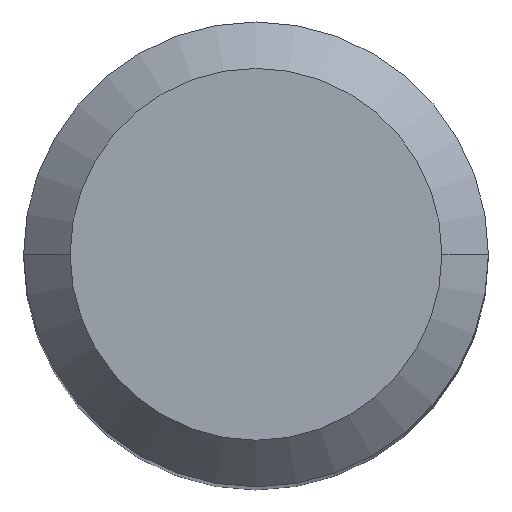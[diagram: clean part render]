
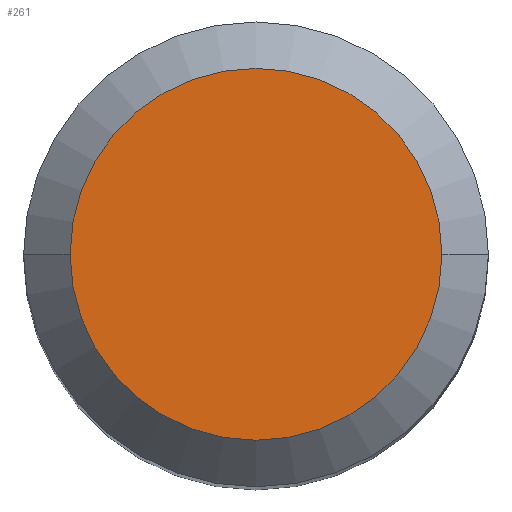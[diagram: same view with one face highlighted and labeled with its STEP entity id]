
A CAD part, top view. The second image highlights one B-rep face of the part: STEP entity #261.
In plain terms, the highlighted planar face has unit normal (0, 0, 1).
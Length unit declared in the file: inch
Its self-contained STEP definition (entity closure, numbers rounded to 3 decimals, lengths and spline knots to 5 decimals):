
#16 = VERTEX_POINT ( 'NONE', #193 ) ;
#27 = DIRECTION ( 'NONE',  ( -1., 0., 0. ) ) ;
#54 = FACE_OUTER_BOUND ( 'NONE', #236, .T. ) ;
#74 = DIRECTION ( 'NONE',  ( 0., 0., 1. ) ) ;
#96 = AXIS2_PLACEMENT_3D ( 'NONE', #374, #338, #27 ) ;
#97 = DIRECTION ( 'NONE',  ( 1., 0., 0. ) ) ;
#138 = CARTESIAN_POINT ( 'NONE',  ( 0., 0., 0. ) ) ;
#143 = CIRCLE ( 'NONE', #392, 0.15748 ) ;
#162 = AXIS2_PLACEMENT_3D ( 'NONE', #414, #74, #442 ) ;
#193 = CARTESIAN_POINT ( 'NONE',  ( -0.15748, 0., 0. ) ) ;
#209 = PLANE ( 'NONE',  #96 ) ;
#236 = EDGE_LOOP ( 'NONE', ( #239, #432 ) ) ;
#239 = ORIENTED_EDGE ( 'NONE', *, *, #246, .T. ) ;
#246 = EDGE_CURVE ( 'NONE', #16, #482, #143, .T. ) ;
#261 = ADVANCED_FACE ( 'NONE', ( #54 ), #209, .F. ) ;
#288 = EDGE_CURVE ( 'NONE', #482, #16, #381, .T. ) ;
#308 = CARTESIAN_POINT ( 'NONE',  ( 0.15748, 0., 0. ) ) ;
#338 = DIRECTION ( 'NONE',  ( 0., 0., -1. ) ) ;
#374 = CARTESIAN_POINT ( 'NONE',  ( 0., 0., 0. ) ) ;
#381 = CIRCLE ( 'NONE', #162, 0.15748 ) ;
#392 = AXIS2_PLACEMENT_3D ( 'NONE', #138, #434, #97 ) ;
#414 = CARTESIAN_POINT ( 'NONE',  ( 0., 0., 0. ) ) ;
#432 = ORIENTED_EDGE ( 'NONE', *, *, #288, .T. ) ;
#434 = DIRECTION ( 'NONE',  ( 0., 0., 1. ) ) ;
#442 = DIRECTION ( 'NONE',  ( 1., 0., 0. ) ) ;
#482 = VERTEX_POINT ( 'NONE', #308 ) ;
